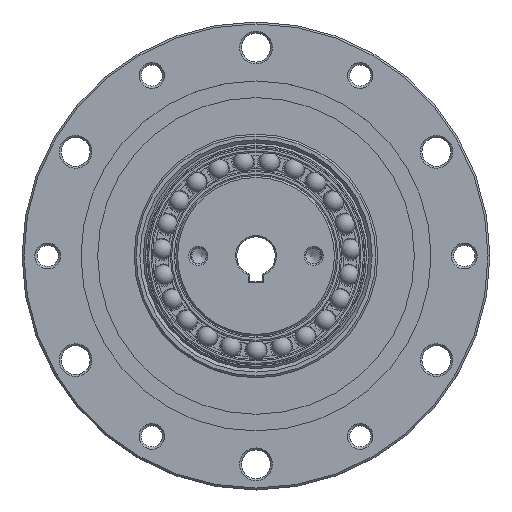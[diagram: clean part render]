
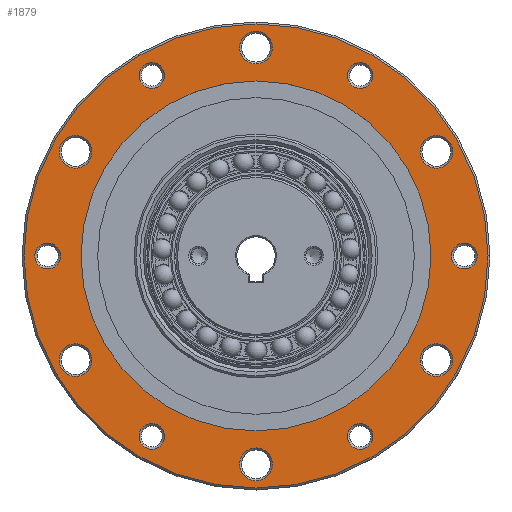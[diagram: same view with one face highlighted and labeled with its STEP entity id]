
A CAD part, top view. The second image highlights one B-rep face of the part: STEP entity #1879.
In plain terms, the highlighted planar face has unit normal (0, 0, 1).
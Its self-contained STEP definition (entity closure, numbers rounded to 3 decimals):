
#1879=ADVANCED_FACE('',(#2816,#2817,#2818,#2819,#2820,#2821,#2822,#2823,
#2824,#2825,#2826,#2827,#2828,#2829),#2333,.F.);
#2333=PLANE('',#8990);
#2816=FACE_BOUND('',#3684,.T.);
#2817=FACE_BOUND('',#3685,.T.);
#2818=FACE_BOUND('',#3686,.T.);
#2819=FACE_BOUND('',#3687,.T.);
#2820=FACE_BOUND('',#3688,.T.);
#2821=FACE_BOUND('',#3689,.T.);
#2822=FACE_BOUND('',#3690,.T.);
#2823=FACE_BOUND('',#3691,.T.);
#2824=FACE_BOUND('',#3692,.T.);
#2825=FACE_BOUND('',#3693,.T.);
#2826=FACE_BOUND('',#3694,.T.);
#2827=FACE_BOUND('',#3695,.T.);
#2828=FACE_BOUND('',#3696,.T.);
#2829=FACE_BOUND('',#3697,.T.);
#3684=EDGE_LOOP('',(#4706));
#3685=EDGE_LOOP('',(#4707));
#3686=EDGE_LOOP('',(#4708));
#3687=EDGE_LOOP('',(#4709));
#3688=EDGE_LOOP('',(#4710));
#3689=EDGE_LOOP('',(#4711));
#3690=EDGE_LOOP('',(#4712));
#3691=EDGE_LOOP('',(#4713));
#3692=EDGE_LOOP('',(#4714));
#3693=EDGE_LOOP('',(#4715));
#3694=EDGE_LOOP('',(#4716));
#3695=EDGE_LOOP('',(#4717));
#3696=EDGE_LOOP('',(#4718));
#3697=EDGE_LOOP('',(#4719));
#4706=ORIENTED_EDGE('',*,*,#7198,.T.);
#4707=ORIENTED_EDGE('',*,*,#7199,.T.);
#4708=ORIENTED_EDGE('',*,*,#7200,.T.);
#4709=ORIENTED_EDGE('',*,*,#7201,.T.);
#4710=ORIENTED_EDGE('',*,*,#7202,.T.);
#4711=ORIENTED_EDGE('',*,*,#7203,.T.);
#4712=ORIENTED_EDGE('',*,*,#7204,.T.);
#4713=ORIENTED_EDGE('',*,*,#7205,.T.);
#4714=ORIENTED_EDGE('',*,*,#7206,.T.);
#4715=ORIENTED_EDGE('',*,*,#7207,.T.);
#4716=ORIENTED_EDGE('',*,*,#7208,.T.);
#4717=ORIENTED_EDGE('',*,*,#7209,.T.);
#4718=ORIENTED_EDGE('',*,*,#7210,.F.);
#4719=ORIENTED_EDGE('',*,*,#7197,.T.);
#6411=VERTEX_POINT('',#13194);
#6412=VERTEX_POINT('',#13197);
#6413=VERTEX_POINT('',#13199);
#6414=VERTEX_POINT('',#13201);
#6415=VERTEX_POINT('',#13203);
#6416=VERTEX_POINT('',#13205);
#6417=VERTEX_POINT('',#13207);
#6418=VERTEX_POINT('',#13209);
#6419=VERTEX_POINT('',#13211);
#6420=VERTEX_POINT('',#13213);
#6421=VERTEX_POINT('',#13215);
#6422=VERTEX_POINT('',#13217);
#6423=VERTEX_POINT('',#13219);
#6424=VERTEX_POINT('',#13221);
#7197=EDGE_CURVE('',#6411,#6411,#8139,.T.);
#7198=EDGE_CURVE('',#6412,#6412,#8140,.T.);
#7199=EDGE_CURVE('',#6413,#6413,#8141,.T.);
#7200=EDGE_CURVE('',#6414,#6414,#8142,.T.);
#7201=EDGE_CURVE('',#6415,#6415,#8143,.T.);
#7202=EDGE_CURVE('',#6416,#6416,#8144,.T.);
#7203=EDGE_CURVE('',#6417,#6417,#8145,.T.);
#7204=EDGE_CURVE('',#6418,#6418,#8146,.T.);
#7205=EDGE_CURVE('',#6419,#6419,#8147,.T.);
#7206=EDGE_CURVE('',#6420,#6420,#8148,.T.);
#7207=EDGE_CURVE('',#6421,#6421,#8149,.T.);
#7208=EDGE_CURVE('',#6422,#6422,#8150,.T.);
#7209=EDGE_CURVE('',#6423,#6423,#8151,.T.);
#7210=EDGE_CURVE('',#6424,#6424,#8152,.T.);
#8139=CIRCLE('',#8975,27.3);
#8140=CIRCLE('',#8977,2.55);
#8141=CIRCLE('',#8978,2.);
#8142=CIRCLE('',#8979,2.55);
#8143=CIRCLE('',#8980,2.);
#8144=CIRCLE('',#8981,2.55);
#8145=CIRCLE('',#8982,2.);
#8146=CIRCLE('',#8983,2.55);
#8147=CIRCLE('',#8984,2.);
#8148=CIRCLE('',#8985,2.55);
#8149=CIRCLE('',#8986,2.);
#8150=CIRCLE('',#8987,2.55);
#8151=CIRCLE('',#8988,2.);
#8152=CIRCLE('',#8989,36.2);
#8975=AXIS2_PLACEMENT_3D('',#13193,#10620,#10621);
#8977=AXIS2_PLACEMENT_3D('',#13196,#10624,#10625);
#8978=AXIS2_PLACEMENT_3D('',#13198,#10626,#10627);
#8979=AXIS2_PLACEMENT_3D('',#13200,#10628,#10629);
#8980=AXIS2_PLACEMENT_3D('',#13202,#10630,#10631);
#8981=AXIS2_PLACEMENT_3D('',#13204,#10632,#10633);
#8982=AXIS2_PLACEMENT_3D('',#13206,#10634,#10635);
#8983=AXIS2_PLACEMENT_3D('',#13208,#10636,#10637);
#8984=AXIS2_PLACEMENT_3D('',#13210,#10638,#10639);
#8985=AXIS2_PLACEMENT_3D('',#13212,#10640,#10641);
#8986=AXIS2_PLACEMENT_3D('',#13214,#10642,#10643);
#8987=AXIS2_PLACEMENT_3D('',#13216,#10644,#10645);
#8988=AXIS2_PLACEMENT_3D('',#13218,#10646,#10647);
#8989=AXIS2_PLACEMENT_3D('',#13220,#10648,#10649);
#8990=AXIS2_PLACEMENT_3D('',#13222,#10650,#10651);
#10620=DIRECTION('',(0.,0.,-1.));
#10621=DIRECTION('',(-1.,0.,0.));
#10624=DIRECTION('',(0.,0.,-1.));
#10625=DIRECTION('',(-1.,0.,0.));
#10626=DIRECTION('',(0.,0.,-1.));
#10627=DIRECTION('',(-1.,0.,0.));
#10628=DIRECTION('',(0.,0.,-1.));
#10629=DIRECTION('',(-1.,0.,0.));
#10630=DIRECTION('',(0.,0.,-1.));
#10631=DIRECTION('',(-1.,0.,0.));
#10632=DIRECTION('',(0.,0.,-1.));
#10633=DIRECTION('',(-1.,0.,0.));
#10634=DIRECTION('',(0.,0.,-1.));
#10635=DIRECTION('',(-1.,0.,0.));
#10636=DIRECTION('',(0.,0.,-1.));
#10637=DIRECTION('',(-1.,0.,0.));
#10638=DIRECTION('',(0.,0.,-1.));
#10639=DIRECTION('',(-1.,0.,0.));
#10640=DIRECTION('',(0.,0.,-1.));
#10641=DIRECTION('',(-1.,0.,0.));
#10642=DIRECTION('',(0.,0.,-1.));
#10643=DIRECTION('',(-1.,0.,0.));
#10644=DIRECTION('',(0.,0.,-1.));
#10645=DIRECTION('',(-1.,0.,0.));
#10646=DIRECTION('',(0.,0.,-1.));
#10647=DIRECTION('',(-1.,0.,0.));
#10648=DIRECTION('',(0.,0.,-1.));
#10649=DIRECTION('',(-1.,0.,0.));
#10650=DIRECTION('',(0.,0.,-1.));
#10651=DIRECTION('',(-1.,0.,0.));
#13193=CARTESIAN_POINT('',(0.,0.,19.8));
#13194=CARTESIAN_POINT('',(-27.3,0.,19.8));
#13196=CARTESIAN_POINT('',(-28.146,16.25,19.8));
#13197=CARTESIAN_POINT('',(-30.696,16.25,19.8));
#13198=CARTESIAN_POINT('',(-16.25,-28.146,19.8));
#13199=CARTESIAN_POINT('',(-18.25,-28.146,19.8));
#13200=CARTESIAN_POINT('',(-28.146,-16.25,19.8));
#13201=CARTESIAN_POINT('',(-30.696,-16.25,19.8));
#13202=CARTESIAN_POINT('',(16.25,-28.146,19.8));
#13203=CARTESIAN_POINT('',(14.25,-28.146,19.8));
#13204=CARTESIAN_POINT('',(0.,-32.5,19.8));
#13205=CARTESIAN_POINT('',(-2.55,-32.5,19.8));
#13206=CARTESIAN_POINT('',(32.5,0.,19.8));
#13207=CARTESIAN_POINT('',(30.5,0.,19.8));
#13208=CARTESIAN_POINT('',(28.146,-16.25,19.8));
#13209=CARTESIAN_POINT('',(25.596,-16.25,19.8));
#13210=CARTESIAN_POINT('',(16.25,28.146,19.8));
#13211=CARTESIAN_POINT('',(14.25,28.146,19.8));
#13212=CARTESIAN_POINT('',(28.146,16.25,19.8));
#13213=CARTESIAN_POINT('',(25.596,16.25,19.8));
#13214=CARTESIAN_POINT('',(-16.25,28.146,19.8));
#13215=CARTESIAN_POINT('',(-18.25,28.146,19.8));
#13216=CARTESIAN_POINT('',(0.,32.5,19.8));
#13217=CARTESIAN_POINT('',(-2.55,32.5,19.8));
#13218=CARTESIAN_POINT('',(-32.5,0.,19.8));
#13219=CARTESIAN_POINT('',(-34.5,0.,19.8));
#13220=CARTESIAN_POINT('',(0.,0.,19.8));
#13221=CARTESIAN_POINT('',(-36.2,0.,19.8));
#13222=CARTESIAN_POINT('',(27.3,0.,19.8));
